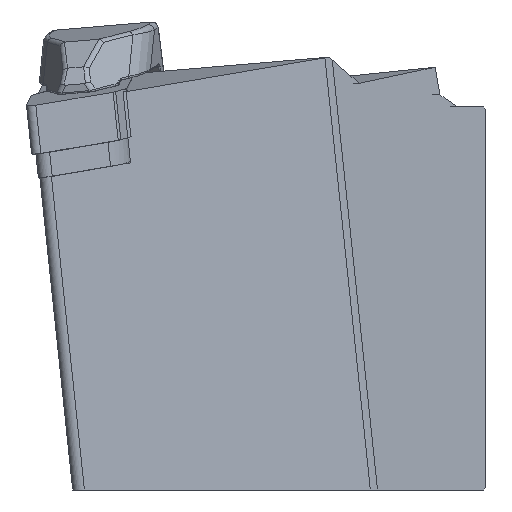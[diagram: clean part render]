
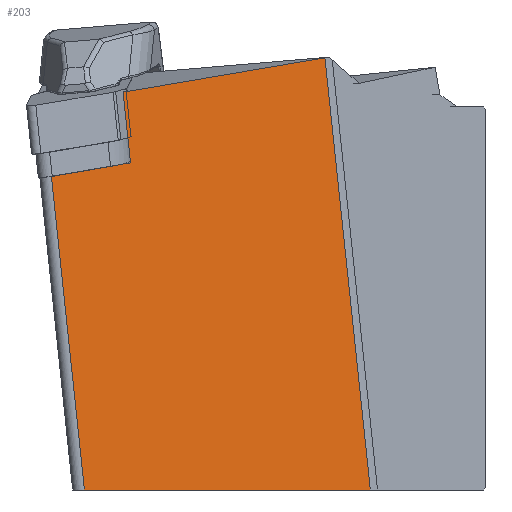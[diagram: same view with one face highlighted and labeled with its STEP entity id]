
A CAD part, left-side view. The second image highlights one B-rep face of the part: STEP entity #203.
In plain terms, the highlighted planar face has unit normal (-0.849, -0.527, -0.034).
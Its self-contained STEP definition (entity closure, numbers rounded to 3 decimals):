
#203=ADVANCED_FACE('',(#403),#338,.F.);
#338=PLANE('',#2342);
#403=FACE_OUTER_BOUND('',#533,.T.);
#533=EDGE_LOOP('',(#1113,#1114,#1115,#1116,#1117,#1118,#1119));
#666=LINE('',#3250,#861);
#671=LINE('',#3264,#866);
#698=LINE('',#3321,#893);
#707=LINE('',#3340,#902);
#708=LINE('',#3342,#903);
#709=LINE('',#3344,#904);
#710=LINE('',#3345,#905);
#861=VECTOR('',#2574,1.);
#866=VECTOR('',#2585,1.);
#893=VECTOR('',#2628,1.);
#902=VECTOR('',#2643,1.);
#903=VECTOR('',#2644,1.);
#904=VECTOR('',#2645,1.);
#905=VECTOR('',#2646,1.);
#1113=ORIENTED_EDGE('',*,*,#1970,.T.);
#1114=ORIENTED_EDGE('',*,*,#1971,.T.);
#1115=ORIENTED_EDGE('',*,*,#1972,.F.);
#1116=ORIENTED_EDGE('',*,*,#1960,.T.);
#1117=ORIENTED_EDGE('',*,*,#1931,.F.);
#1118=ORIENTED_EDGE('',*,*,#1973,.T.);
#1119=ORIENTED_EDGE('',*,*,#1925,.T.);
#1719=VERTEX_POINT('',#3248);
#1721=VERTEX_POINT('',#3251);
#1726=VERTEX_POINT('',#3263);
#1727=VERTEX_POINT('',#3265);
#1749=VERTEX_POINT('',#3322);
#1756=VERTEX_POINT('',#3341);
#1757=VERTEX_POINT('',#3343);
#1925=EDGE_CURVE('',#1721,#1719,#666,.T.);
#1931=EDGE_CURVE('',#1726,#1727,#671,.T.);
#1960=EDGE_CURVE('',#1749,#1727,#698,.T.);
#1970=EDGE_CURVE('',#1719,#1756,#707,.T.);
#1971=EDGE_CURVE('',#1756,#1757,#708,.T.);
#1972=EDGE_CURVE('',#1749,#1757,#709,.T.);
#1973=EDGE_CURVE('',#1726,#1721,#710,.T.);
#2342=AXIS2_PLACEMENT_3D('',#3346,#2647,#2648);
#2574=DIRECTION('',(-0.518,0.843,-0.143));
#2585=DIRECTION('',(0.518,-0.843,0.143));
#2628=DIRECTION('',(-0.105,0.104,0.989));
#2643=DIRECTION('',(-0.518,0.843,-0.143));
#2644=DIRECTION('',(0.105,-0.104,-0.989));
#2645=DIRECTION('',(-0.527,0.85,0.));
#2646=DIRECTION('',(0.105,-0.104,-0.989));
#2647=DIRECTION('',(0.849,0.527,0.034));
#2648=DIRECTION('',(0.527,-0.85,0.));
#3248=CARTESIAN_POINT('',(8.663,47.768,-7.535));
#3250=CARTESIAN_POINT('',(3.2,56.668,-9.048));
#3251=CARTESIAN_POINT('',(9.537,46.345,-7.293));
#3263=CARTESIAN_POINT('',(8.562,47.314,1.935));
#3264=CARTESIAN_POINT('',(2.224,57.638,0.18));
#3265=CARTESIAN_POINT('',(24.735,20.967,6.413));
#3321=CARTESIAN_POINT('',(33.056,12.692,-72.317));
#3322=CARTESIAN_POINT('',(30.697,15.037,-50.));
#3340=CARTESIAN_POINT('',(3.2,56.668,-9.048));
#3341=CARTESIAN_POINT('',(3.2,56.668,-9.048));
#3342=CARTESIAN_POINT('',(10.545,49.363,-78.55));
#3343=CARTESIAN_POINT('',(7.528,52.364,-50.));
#3344=CARTESIAN_POINT('',(9.711,48.846,-50.));
#3345=CARTESIAN_POINT('',(8.492,47.384,2.597));
#3346=CARTESIAN_POINT('',(10.545,49.363,-78.55));
